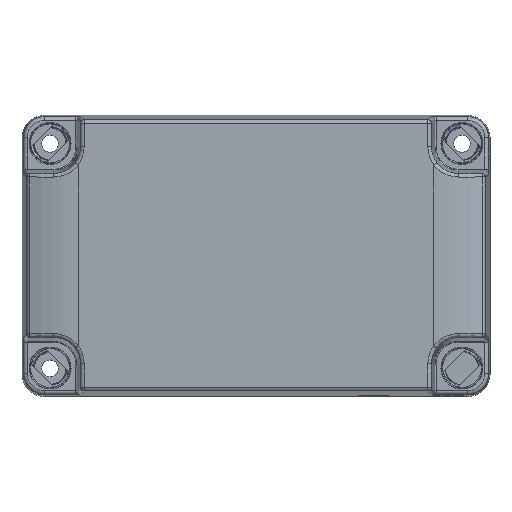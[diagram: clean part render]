
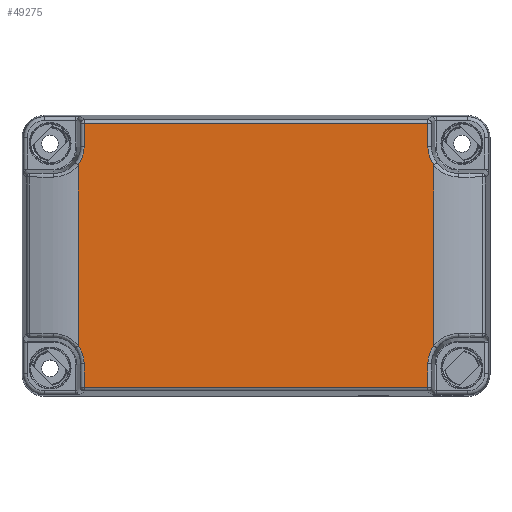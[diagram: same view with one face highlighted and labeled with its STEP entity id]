
A CAD part, top view. The second image highlights one B-rep face of the part: STEP entity #49275.
In plain terms, the highlighted planar face has unit normal (0, 0, 1).
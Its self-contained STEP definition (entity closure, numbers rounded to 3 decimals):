
#43126=DIRECTION('',(-1.,0.,0.));
#43127=VECTOR('',#43126,91.802);
#43128=CARTESIAN_POINT('',(45.901,-35.208,75.));
#43129=LINE('',#43128,#43127);
#43423=DIRECTION('',(1.,0.,0.));
#43424=VECTOR('',#43423,91.802);
#43425=CARTESIAN_POINT('',(-45.901,35.208,75.));
#43426=LINE('',#43425,#43424);
#43671=DIRECTION('',(0.,1.,0.));
#43672=VECTOR('',#43671,6.208);
#43673=CARTESIAN_POINT('',(-45.901,29.,75.));
#43674=LINE('',#43673,#43672);
#43680=DIRECTION('',(0.,1.,0.));
#43681=VECTOR('',#43680,48.337);
#43682=CARTESIAN_POINT('',(-47.5,-24.168,
75.));
#43683=LINE('',#43682,#43681);
#43684=DIRECTION('',(0.,1.,0.));
#43685=VECTOR('',#43684,6.208);
#43686=CARTESIAN_POINT('',(45.901,29.,75.));
#43687=LINE('',#43686,#43685);
#43882=DIRECTION('',(0.,1.,0.));
#43883=VECTOR('',#43882,6.208);
#43884=CARTESIAN_POINT('',(45.901,-35.208,75.));
#43885=LINE('',#43884,#43883);
#43895=CARTESIAN_POINT('',(54.,-29.,75.));
#43896=DIRECTION('',(0.,0.,-1.));
#43897=DIRECTION('',(-1.,0.,0.));
#43898=AXIS2_PLACEMENT_3D('',#43895,#43896,#43897);
#43933=DIRECTION('',(0.,1.,0.));
#43934=VECTOR('',#43933,48.337);
#43935=CARTESIAN_POINT('',(47.5,-24.168,
75.));
#43936=LINE('',#43935,#43934);
#43980=CARTESIAN_POINT('',(47.5,24.168,75.));
#43996=CARTESIAN_POINT('',(54.,29.,75.));
#43997=DIRECTION('',(0.,0.,-1.));
#43998=DIRECTION('',(-0.803,-0.597,0.));
#43999=AXIS2_PLACEMENT_3D('',#43996,#43997,#43998);
#44038=DIRECTION('',(0.,-1.,0.));
#44039=VECTOR('',#44038,6.208);
#44040=CARTESIAN_POINT('',(-45.901,-29.,75.));
#44041=LINE('',#44040,#44039);
#44174=CARTESIAN_POINT('',(-54.,-29.,75.));
#44175=DIRECTION('',(0.,0.,-1.));
#44176=DIRECTION('',(0.803,0.597,0.));
#44177=AXIS2_PLACEMENT_3D('',#44174,#44175,#44176);
#44198=CARTESIAN_POINT('',(-54.,29.,75.));
#44199=DIRECTION('',(0.,0.,1.));
#44200=DIRECTION('',(0.803,-0.597,0.));
#44201=AXIS2_PLACEMENT_3D('',#44198,#44199,#44200);
#45015=CARTESIAN_POINT('',(-45.901,29.,75.));
#45016=CARTESIAN_POINT('',(-45.901,35.208,75.));
#45017=VERTEX_POINT('',#45015);
#45018=VERTEX_POINT('',#45016);
#45021=CARTESIAN_POINT('',(-47.5,24.168,75.));
#45022=VERTEX_POINT('',#45021);
#45027=CARTESIAN_POINT('',(45.901,35.208,75.));
#45028=VERTEX_POINT('',#45027);
#45089=CARTESIAN_POINT('',(45.901,-35.208,75.));
#45090=CARTESIAN_POINT('',(-45.901,-35.208,75.));
#45091=VERTEX_POINT('',#45089);
#45092=VERTEX_POINT('',#45090);
#45113=CARTESIAN_POINT('',(-45.901,-29.,75.));
#45114=VERTEX_POINT('',#45113);
#45117=CARTESIAN_POINT('',(-47.5,-24.168,75.));
#45118=VERTEX_POINT('',#45117);
#45123=CARTESIAN_POINT('',(45.901,-29.,75.));
#45124=VERTEX_POINT('',#45123);
#45127=CARTESIAN_POINT('',(47.5,-24.168,75.));
#45128=VERTEX_POINT('',#45127);
#45135=VERTEX_POINT('',#43980);
#45137=CARTESIAN_POINT('',(45.901,29.,75.));
#45138=VERTEX_POINT('',#45137);
#49248=CARTESIAN_POINT('',(-47.5,-37.5,75.));
#49249=DIRECTION('',(0.,0.,1.));
#49250=DIRECTION('',(1.,0.,0.));
#49251=AXIS2_PLACEMENT_3D('',#49248,#49249,#49250);
#49252=PLANE('',#49251);
#49253=ORIENTED_EDGE('',*,*,#49241,.T.);
#49254=ORIENTED_EDGE('',*,*,#48826,.T.);
#49256=ORIENTED_EDGE('',*,*,#49255,.F.);
#49258=ORIENTED_EDGE('',*,*,#49257,.F.);
#49260=ORIENTED_EDGE('',*,*,#49259,.F.);
#49262=ORIENTED_EDGE('',*,*,#49261,.F.);
#49264=ORIENTED_EDGE('',*,*,#49263,.F.);
#49265=ORIENTED_EDGE('',*,*,#48322,.T.);
#49267=ORIENTED_EDGE('',*,*,#49266,.F.);
#49269=ORIENTED_EDGE('',*,*,#49268,.F.);
#49270=ORIENTED_EDGE('',*,*,#48529,.T.);
#49272=ORIENTED_EDGE('',*,*,#49271,.T.);
#49273=EDGE_LOOP('',(#49253,#49254,#49256,#49258,#49260,#49262,#49264,#49265,
#49267,#49269,#49270,#49272));
#49274=FACE_OUTER_BOUND('',#49273,.F.);
#49275=ADVANCED_FACE('',(#49274),#49252,.T.);
#43899=CIRCLE('',#43898,8.099);
#44000=CIRCLE('',#43999,8.099);
#44178=CIRCLE('',#44177,8.099);
#44202=CIRCLE('',#44201,8.099);
#48322=EDGE_CURVE('',#45091,#45092,#43129,.T.);
#48529=EDGE_CURVE('',#45118,#45022,#43683,.T.);
#48826=EDGE_CURVE('',#45018,#45028,#43426,.T.);
#49241=EDGE_CURVE('',#45017,#45018,#43674,.T.);
#49255=EDGE_CURVE('',#45138,#45028,#43687,.T.);
#49257=EDGE_CURVE('',#45135,#45138,#44000,.T.);
#49259=EDGE_CURVE('',#45128,#45135,#43936,.T.);
#49261=EDGE_CURVE('',#45124,#45128,#43899,.T.);
#49263=EDGE_CURVE('',#45091,#45124,#43885,.T.);
#49266=EDGE_CURVE('',#45114,#45092,#44041,.T.);
#49268=EDGE_CURVE('',#45118,#45114,#44178,.T.);
#49271=EDGE_CURVE('',#45022,#45017,#44202,.T.);
